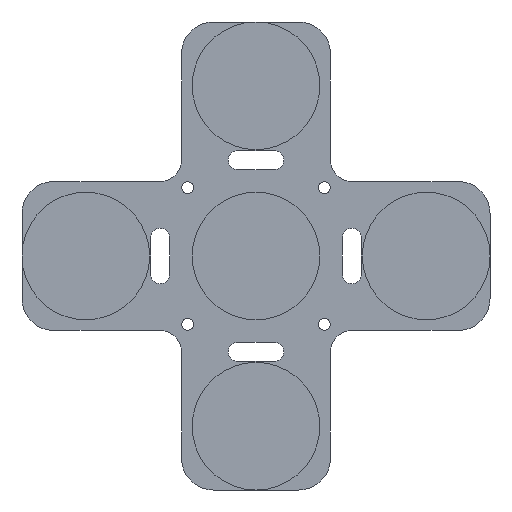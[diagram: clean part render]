
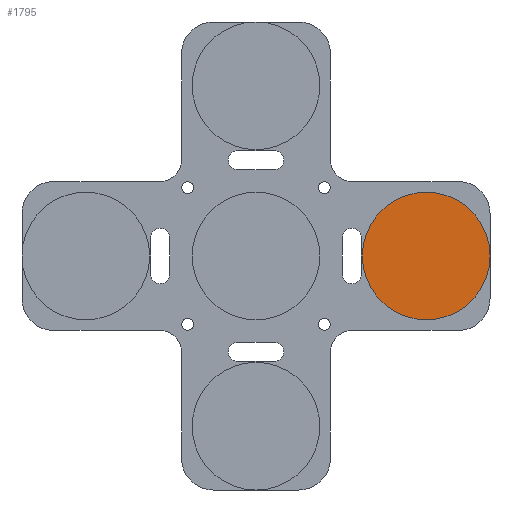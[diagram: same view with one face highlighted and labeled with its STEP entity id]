
A CAD part, front view. The second image highlights one B-rep face of the part: STEP entity #1795.
In plain terms, the highlighted planar face has unit normal (0, -1, 0).
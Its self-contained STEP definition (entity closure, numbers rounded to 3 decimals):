
#524=CARTESIAN_POINT('',(16.,-0.03,0.));
#525=DIRECTION('',(0.,-1.,0.));
#526=DIRECTION('',(0.,0.,-1.));
#527=AXIS2_PLACEMENT_3D('',#524,#525,#526);
#532=CARTESIAN_POINT('',(16.,-0.03,0.));
#533=DIRECTION('',(0.,-1.,0.));
#534=DIRECTION('',(0.,0.,1.));
#535=AXIS2_PLACEMENT_3D('',#532,#533,#534);
#1444=CARTESIAN_POINT('',(16.,-0.03,-6.));
#1445=CARTESIAN_POINT('',(16.,-0.03,6.));
#1446=VERTEX_POINT('',#1444);
#1447=VERTEX_POINT('',#1445);
#1784=CARTESIAN_POINT('',(0.,-0.03,0.));
#1785=DIRECTION('',(0.,-1.,0.));
#1786=DIRECTION('',(0.,0.,-1.));
#1787=AXIS2_PLACEMENT_3D('',#1784,#1785,#1786);
#1788=PLANE('',#1787);
#1790=ORIENTED_EDGE('',*,*,#1789,.F.);
#1792=ORIENTED_EDGE('',*,*,#1791,.F.);
#1793=EDGE_LOOP('',(#1790,#1792));
#1794=FACE_OUTER_BOUND('',#1793,.F.);
#1795=ADVANCED_FACE('',(#1794),#1788,.T.);
#528=CIRCLE('',#527,6.);
#536=CIRCLE('',#535,6.);
#1789=EDGE_CURVE('',#1446,#1447,#528,.T.);
#1791=EDGE_CURVE('',#1447,#1446,#536,.T.);
